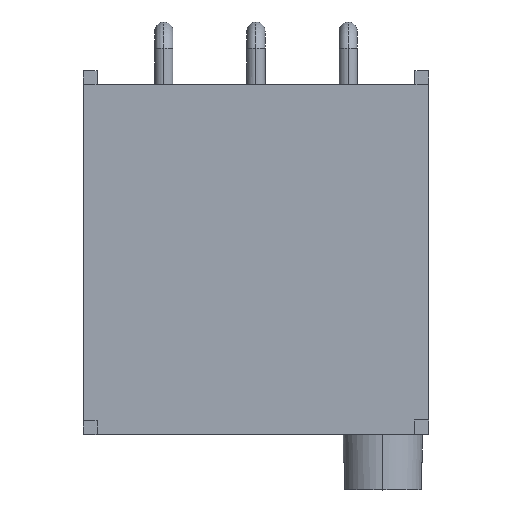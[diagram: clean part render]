
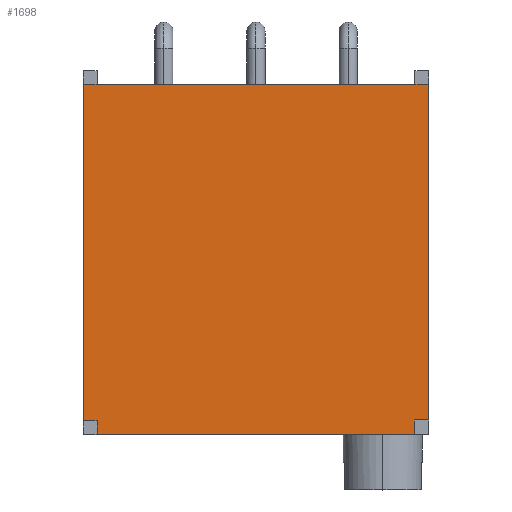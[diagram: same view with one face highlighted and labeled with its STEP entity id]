
A CAD part, top view. The second image highlights one B-rep face of the part: STEP entity #1698.
In plain terms, the highlighted planar face has unit normal (0, 0, 1).
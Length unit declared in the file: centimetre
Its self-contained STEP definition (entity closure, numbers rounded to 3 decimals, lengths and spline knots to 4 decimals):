
#8 = CARTESIAN_POINT ( 'NONE',  ( 0.7302, 0., 0.2413 ) ) ;
#78 = EDGE_CURVE ( 'NONE', #502, #500, #839, .T. ) ;
#115 = CARTESIAN_POINT ( 'NONE',  ( 0.7302, -0.9652, 0.2413 ) ) ;
#184 = LINE ( 'NONE', #1214, #640 ) ;
#206 = DIRECTION ( 'NONE',  ( 0., 1., 0. ) ) ;
#221 = DIRECTION ( 'NONE',  ( 1., 0., 0. ) ) ;
#235 = DIRECTION ( 'NONE',  ( -1., 0., 0. ) ) ;
#265 = LINE ( 'NONE', #1634, #1271 ) ;
#270 = VECTOR ( 'NONE', #235, 100. ) ;
#352 = LINE ( 'NONE', #1042, #1674 ) ;
#365 = CARTESIAN_POINT ( 'NONE',  ( -0.1842, 0., 0.2413 ) ) ;
#398 = CARTESIAN_POINT ( 'NONE',  ( 0.6921, 0., 0.2413 ) ) ;
#414 = VECTOR ( 'NONE', #1836, 100. ) ;
#457 = EDGE_CURVE ( 'NONE', #1504, #1910, #184, .T. ) ;
#489 = LINE ( 'NONE', #1002, #1778 ) ;
#500 = VERTEX_POINT ( 'NONE', #1037 ) ;
#502 = VERTEX_POINT ( 'NONE', #1729 ) ;
#518 = ORIENTED_EDGE ( 'NONE', *, *, #1874, .F. ) ;
#574 = EDGE_CURVE ( 'NONE', #935, #1184, #489, .T. ) ;
#627 = FACE_OUTER_BOUND ( 'NONE', #1578, .T. ) ;
#640 = VECTOR ( 'NONE', #895, 100. ) ;
#650 = ORIENTED_EDGE ( 'NONE', *, *, #574, .F. ) ;
#749 = VECTOR ( 'NONE', #1893, 100. ) ;
#839 = LINE ( 'NONE', #1658, #414 ) ;
#895 = DIRECTION ( 'NONE',  ( 0., 1., 0. ) ) ;
#925 = VECTOR ( 'NONE', #206, 100. ) ;
#935 = VERTEX_POINT ( 'NONE', #2228 ) ;
#950 = AXIS2_PLACEMENT_3D ( 'NONE', #115, #1141, #1496 ) ;
#1002 = CARTESIAN_POINT ( 'NONE',  ( 0.7302, 0., 0.2413 ) ) ;
#1035 = EDGE_CURVE ( 'NONE', #500, #2134, #352, .T. ) ;
#1037 = CARTESIAN_POINT ( 'NONE',  ( 0.6902, -0.9252, 0.2413 ) ) ;
#1042 = CARTESIAN_POINT ( 'NONE',  ( 0.6902, -0.9652, 0.2413 ) ) ;
#1125 = ORIENTED_EDGE ( 'NONE', *, *, #78, .F. ) ;
#1141 = DIRECTION ( 'NONE',  ( 0., 0., 1. ) ) ;
#1154 = LINE ( 'NONE', #1846, #2066 ) ;
#1169 = EDGE_CURVE ( 'NONE', #1625, #2134, #265, .T. ) ;
#1184 = VERTEX_POINT ( 'NONE', #398 ) ;
#1200 = CARTESIAN_POINT ( 'NONE',  ( 0.7302, -0.9652, 0.2413 ) ) ;
#1214 = CARTESIAN_POINT ( 'NONE',  ( -0.2222, -0.9652, 0.2413 ) ) ;
#1240 = ORIENTED_EDGE ( 'NONE', *, *, #1861, .F. ) ;
#1271 = VECTOR ( 'NONE', #2121, 100. ) ;
#1273 = LINE ( 'NONE', #1786, #270 ) ;
#1277 = EDGE_CURVE ( 'NONE', #1184, #1810, #1154, .T. ) ;
#1288 = ORIENTED_EDGE ( 'NONE', *, *, #1916, .T. ) ;
#1306 = DIRECTION ( 'NONE',  ( 1., 0., 0. ) ) ;
#1317 = DIRECTION ( 'NONE',  ( 1., 0., 0. ) ) ;
#1319 = EDGE_CURVE ( 'NONE', #2219, #1504, #1273, .T. ) ;
#1337 = PLANE ( 'NONE',  #950 ) ;
#1368 = LINE ( 'NONE', #1913, #925 ) ;
#1446 = CARTESIAN_POINT ( 'NONE',  ( -0.1841, -0.9652, 0.2413 ) ) ;
#1496 = DIRECTION ( 'NONE',  ( 1., 0., 0. ) ) ;
#1499 = ORIENTED_EDGE ( 'NONE', *, *, #1319, .F. ) ;
#1504 = VERTEX_POINT ( 'NONE', #2084 ) ;
#1578 = EDGE_LOOP ( 'NONE', ( #1752, #1125, #1288, #1984, #650, #518, #1642, #1499, #1240, #1802 ) ) ;
#1625 = VERTEX_POINT ( 'NONE', #1446 ) ;
#1634 = CARTESIAN_POINT ( 'NONE',  ( 0.7302, -0.9652, 0.2413 ) ) ;
#1642 = ORIENTED_EDGE ( 'NONE', *, *, #457, .F. ) ;
#1658 = CARTESIAN_POINT ( 'NONE',  ( 0.7302, -0.9252, 0.2413 ) ) ;
#1674 = VECTOR ( 'NONE', #1742, 100. ) ;
#1688 = VECTOR ( 'NONE', #221, 100. ) ;
#1698 = ADVANCED_FACE ( 'NONE', ( #627 ), #1337, .T. ) ;
#1729 = CARTESIAN_POINT ( 'NONE',  ( 0.7302, -0.9252, 0.2413 ) ) ;
#1742 = DIRECTION ( 'NONE',  ( 0., -1., 0. ) ) ;
#1752 = ORIENTED_EDGE ( 'NONE', *, *, #1035, .F. ) ;
#1778 = VECTOR ( 'NONE', #1317, 100. ) ;
#1786 = CARTESIAN_POINT ( 'NONE',  ( -0.2222, -0.9271, 0.2413 ) ) ;
#1787 = CARTESIAN_POINT ( 'NONE',  ( 0.6902, -0.9652, 0.2413 ) ) ;
#1802 = ORIENTED_EDGE ( 'NONE', *, *, #1169, .T. ) ;
#1810 = VERTEX_POINT ( 'NONE', #8 ) ;
#1836 = DIRECTION ( 'NONE',  ( -1., 0., 0. ) ) ;
#1846 = CARTESIAN_POINT ( 'NONE',  ( 0.7302, 0., 0.2413 ) ) ;
#1861 = EDGE_CURVE ( 'NONE', #1625, #2219, #1368, .T. ) ;
#1874 = EDGE_CURVE ( 'NONE', #1910, #935, #1938, .T. ) ;
#1893 = DIRECTION ( 'NONE',  ( 0., 1., 0. ) ) ;
#1910 = VERTEX_POINT ( 'NONE', #2074 ) ;
#1913 = CARTESIAN_POINT ( 'NONE',  ( -0.1841, -0.9652, 0.2413 ) ) ;
#1916 = EDGE_CURVE ( 'NONE', #502, #1810, #2106, .T. ) ;
#1938 = LINE ( 'NONE', #365, #1688 ) ;
#1984 = ORIENTED_EDGE ( 'NONE', *, *, #1277, .F. ) ;
#2066 = VECTOR ( 'NONE', #1306, 100. ) ;
#2074 = CARTESIAN_POINT ( 'NONE',  ( -0.2222, 0., 0.2413 ) ) ;
#2084 = CARTESIAN_POINT ( 'NONE',  ( -0.2222, -0.9271, 0.2413 ) ) ;
#2106 = LINE ( 'NONE', #1200, #749 ) ;
#2121 = DIRECTION ( 'NONE',  ( 1., 0., 0. ) ) ;
#2134 = VERTEX_POINT ( 'NONE', #1787 ) ;
#2182 = CARTESIAN_POINT ( 'NONE',  ( -0.1842, -0.9271, 0.2413 ) ) ;
#2219 = VERTEX_POINT ( 'NONE', #2182 ) ;
#2228 = CARTESIAN_POINT ( 'NONE',  ( -0.1842, 0., 0.2413 ) ) ;
